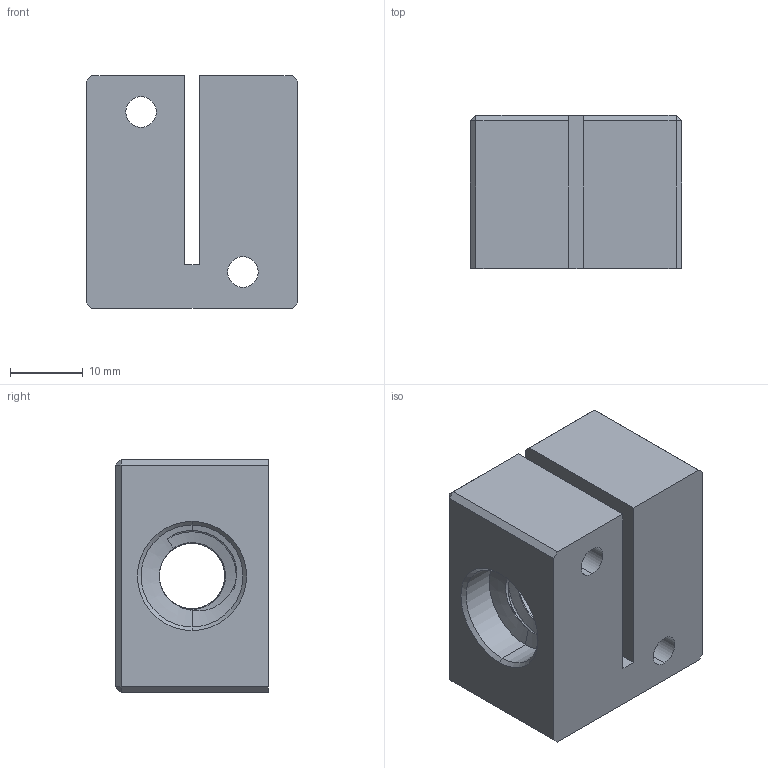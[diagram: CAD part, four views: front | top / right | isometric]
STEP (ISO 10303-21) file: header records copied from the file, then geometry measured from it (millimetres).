
FILE_DESCRIPTION (( 'STEP AP203' ), '1' );
FILE_NAME ('Ecrou trapezoidal TR 12x3 FRAISEUSE STEP-FOUR.STEP', '2024-08-09T12:43:35', ( '' ), ( '' ), 'SwSTEP 2.0', 'SolidWorks 2012', '' );
FILE_SCHEMA (( 'CONFIG_CONTROL_DESIGN' ));
Length unit declared in the file: millimetre
Products named in the file (1): Ecrou trapezoidal  TR 12x3 FRAISEUSE STEP-FOUR
Bounding box: 29 x 21 x 32 mm (x, y, z)
Volume: 14239.9 mm3; surface area: 7151.6 mm2
Topology: 1 solids, 1 shells, 133 faces, 363 edges, 232 vertices
Faces by surface type: cylinder 80, plane 25, bspline 16, cone 12
Entity records: 16427 total; most frequent: CARTESIAN_POINT 13488, ORIENTED_EDGE 726, DIRECTION 458, EDGE_CURVE 363, VERTEX_POINT 232, AXIS2_PLACEMENT_3D 158, EDGE_LOOP 143, LINE 142
